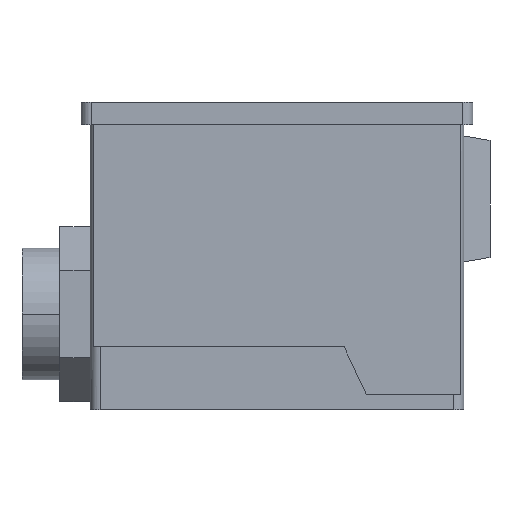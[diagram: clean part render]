
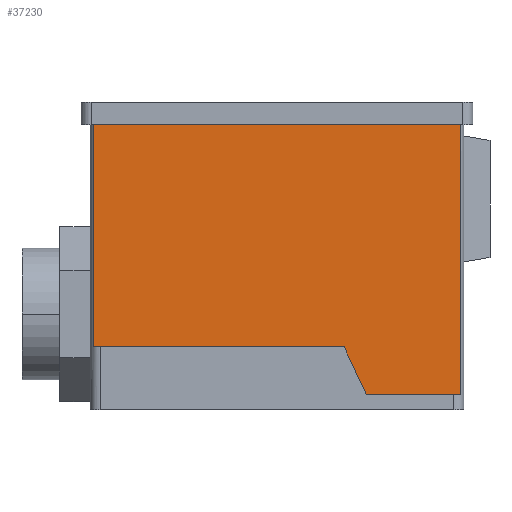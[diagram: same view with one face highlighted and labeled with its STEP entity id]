
A CAD part, left-side view. The second image highlights one B-rep face of the part: STEP entity #37230.
In plain terms, the highlighted face is planar.
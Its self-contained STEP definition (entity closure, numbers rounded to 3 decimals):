
#1000=CARTESIAN_POINT('',(64.315,34.803,4.5));
#1010=VERTEX_POINT('',#1000);
#1040=CARTESIAN_POINT('',(0.,34.803,4.5));
#1050=DIRECTION('',(1.,0.,0.));
#1060=VECTOR('',#1050,1.);
#1070=LINE('',#1040,#1060);
#1080=CARTESIAN_POINT('',(-8.331,34.803,4.5));
#1090=VERTEX_POINT('',#1080);
#1100=EDGE_CURVE('',#1090,#1010,#1070,.T.);
#9750=CARTESIAN_POINT('',(-8.331,34.803,12.));
#9760=DIRECTION('',(0.,0.,1.));
#9770=VECTOR('',#9760,1.);
#9780=LINE('',#9750,#9770);
#9790=CARTESIAN_POINT('',(-8.331,34.803,48.5));
#9800=VERTEX_POINT('',#9790);
#9810=EDGE_CURVE('',#1090,#9800,#9780,.T.);
#13290=CARTESIAN_POINT('',(41.292,34.803,48.5));
#13300=VERTEX_POINT('',#13290);
#13420=CARTESIAN_POINT('',(0.,34.803,48.5));
#13430=DIRECTION('',(-1.,0.,0.));
#13440=VECTOR('',#13430,1.);
#13450=LINE('',#13420,#13440);
#13460=EDGE_CURVE('',#13300,#9800,#13450,.T.);
#16050=CARTESIAN_POINT('',(45.722,34.803,58.));
#16060=VERTEX_POINT('',#16050);
#16090=CARTESIAN_POINT('',(35.516,34.803,58.));
#16100=DIRECTION('',(1.,0.,0.));
#16110=VECTOR('',#16100,1.);
#16120=LINE('',#16090,#16110);
#16130=CARTESIAN_POINT('',(64.315,34.803,58.));
#16140=VERTEX_POINT('',#16130);
#16150=EDGE_CURVE('',#16060,#16140,#16120,.T.);
#16930=CARTESIAN_POINT('',(64.315,34.803,12.));
#16940=DIRECTION('',(0.,0.,1.));
#16950=VECTOR('',#16940,1.);
#16960=LINE('',#16930,#16950);
#16970=EDGE_CURVE('',#1010,#16140,#16960,.T.);
#17660=CARTESIAN_POINT('',(41.292,34.803,48.5));
#17670=DIRECTION('',(0.423,0.,0.906));
#17680=VECTOR('',#17670,1.);
#17690=LINE('',#17660,#17680);
#17700=EDGE_CURVE('',#13300,#16060,#17690,.T.);
#37100=CARTESIAN_POINT('',(10.07,34.803,43.242))
;
#37110=DIRECTION('',(-0.,1.,0.));
#37120=DIRECTION('',(1.,0.,0.));
#37130=AXIS2_PLACEMENT_3D('',#37100,#37110,#37120);
#37140=PLANE('',#37130);
#37150=ORIENTED_EDGE('',*,*,#9810,.T.);
#37160=ORIENTED_EDGE('',*,*,#1100,.F.);
#37170=ORIENTED_EDGE('',*,*,#16970,.F.);
#37180=ORIENTED_EDGE('',*,*,#16150,.T.);
#37190=ORIENTED_EDGE('',*,*,#17700,.T.);
#37200=ORIENTED_EDGE('',*,*,#13460,.F.);
#37210=EDGE_LOOP('',(#37200,#37190,#37180,#37170,#37160,#37150));
#37220=FACE_OUTER_BOUND('',#37210,.T.);
#37230=ADVANCED_FACE('',(#37220),#37140,.T.);
